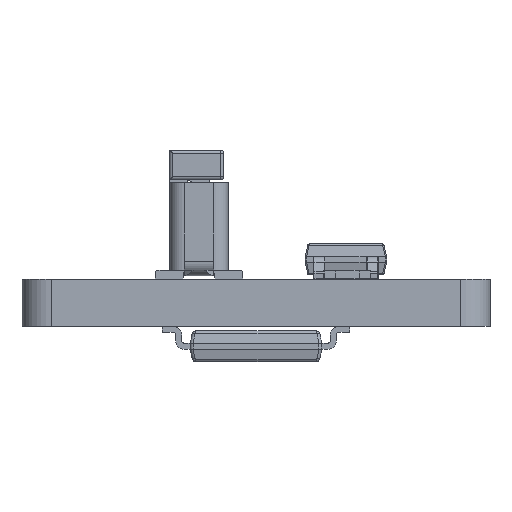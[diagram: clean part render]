
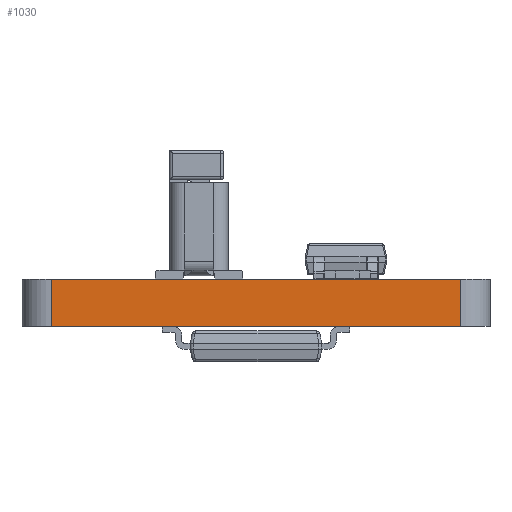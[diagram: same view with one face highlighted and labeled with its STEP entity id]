
A CAD part, left-side view. The second image highlights one B-rep face of the part: STEP entity #1030.
In plain terms, the highlighted planar face has unit normal (-1, 0, 0).
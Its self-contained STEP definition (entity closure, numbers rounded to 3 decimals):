
#1003 = VERTEX_POINT('',#1004);
#1004 = CARTESIAN_POINT('',(4.566,19.014,1.619));
#1011 = EDGE_CURVE('',#1012,#1003,#1014,.T.);
#1012 = VERTEX_POINT('',#1013);
#1013 = CARTESIAN_POINT('',(4.566,19.014,0.));
#1014 = LINE('',#1015,#1016);
#1015 = CARTESIAN_POINT('',(4.566,19.014,0.));
#1016 = VECTOR('',#1017,1.);
#1017 = DIRECTION('',(0.,0.,1.));
#1030 = ADVANCED_FACE('',(#1031),#1056,.F.);
#1031 = FACE_BOUND('',#1032,.F.);
#1032 = EDGE_LOOP('',(#1033,#1034,#1042,#1050));
#1033 = ORIENTED_EDGE('',*,*,#1011,.T.);
#1034 = ORIENTED_EDGE('',*,*,#1035,.T.);
#1035 = EDGE_CURVE('',#1003,#1036,#1038,.T.);
#1036 = VERTEX_POINT('',#1037);
#1037 = CARTESIAN_POINT('',(4.566,5.014,1.619));
#1038 = LINE('',#1039,#1040);
#1039 = CARTESIAN_POINT('',(4.566,19.014,1.619));
#1040 = VECTOR('',#1041,1.);
#1041 = DIRECTION('',(0.,-1.,0.));
#1042 = ORIENTED_EDGE('',*,*,#1043,.F.);
#1043 = EDGE_CURVE('',#1044,#1036,#1046,.T.);
#1044 = VERTEX_POINT('',#1045);
#1045 = CARTESIAN_POINT('',(4.566,5.014,0.));
#1046 = LINE('',#1047,#1048);
#1047 = CARTESIAN_POINT('',(4.566,5.014,0.));
#1048 = VECTOR('',#1049,1.);
#1049 = DIRECTION('',(0.,0.,1.));
#1050 = ORIENTED_EDGE('',*,*,#1051,.F.);
#1051 = EDGE_CURVE('',#1012,#1044,#1052,.T.);
#1052 = LINE('',#1053,#1054);
#1053 = CARTESIAN_POINT('',(4.566,19.014,0.));
#1054 = VECTOR('',#1055,1.);
#1055 = DIRECTION('',(0.,-1.,0.));
#1056 = PLANE('',#1057);
#1057 = AXIS2_PLACEMENT_3D('',#1058,#1059,#1060);
#1058 = CARTESIAN_POINT('',(4.566,19.014,0.));
#1059 = DIRECTION('',(1.,0.,-0.));
#1060 = DIRECTION('',(0.,-1.,0.));
